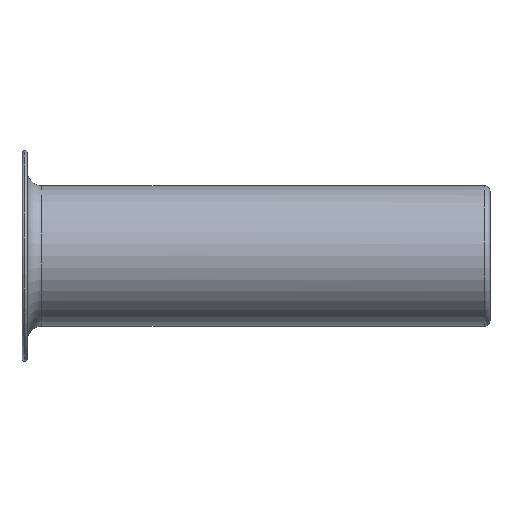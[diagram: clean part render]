
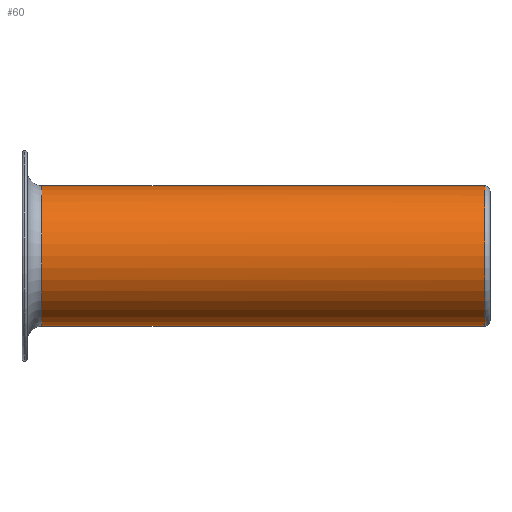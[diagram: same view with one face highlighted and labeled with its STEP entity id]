
A CAD part, top view. The second image highlights one B-rep face of the part: STEP entity #60.
In plain terms, the highlighted cylindrical face has radius 3.9 mm (diameter 7.8 mm), a partial arc.
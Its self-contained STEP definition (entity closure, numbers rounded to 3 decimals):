
#60=ADVANCED_FACE('',(#98),#99,.T.);
#98=FACE_OUTER_BOUND('',#144,.T.);
#99=CYLINDRICAL_SURFACE('',#145,3.9);
#144=EDGE_LOOP('',(#263,#264,#265,#266,#267));
#145=AXIS2_PLACEMENT_3D('',#268,#269,#270);
#263=ORIENTED_EDGE('',*,*,#363,.T.);
#264=ORIENTED_EDGE('',*,*,#364,.T.);
#265=ORIENTED_EDGE('',*,*,#361,.F.);
#266=ORIENTED_EDGE('',*,*,#342,.T.);
#267=ORIENTED_EDGE('',*,*,#365,.T.);
#268=CARTESIAN_POINT('',(27.3,0.0,0.0));
#269=DIRECTION('',(1.0,-0.0,0.0));
#270=DIRECTION('',(0.0,1.0,0.0));
#342=EDGE_CURVE('',#404,#401,#405,.T.);
#361=EDGE_CURVE('',#404,#433,#434,.T.);
#363=EDGE_CURVE('',#412,#435,#437,.T.);
#364=EDGE_CURVE('',#435,#433,#438,.T.);
#365=EDGE_CURVE('',#401,#412,#439,.T.);
#401=VERTEX_POINT('',#477);
#404=VERTEX_POINT('',#480);
#405=CIRCLE('',#481,3.9);
#412=VERTEX_POINT('',#488);
#433=VERTEX_POINT('',#511);
#434=LINE('',#512,#513);
#435=VERTEX_POINT('',#514);
#437=LINE('',#516,#517);
#438=CIRCLE('',#518,3.9);
#439=CIRCLE('',#519,3.9);
#477=CARTESIAN_POINT('',(25.7,3.9,0.05));
#480=CARTESIAN_POINT('',(25.7,-3.9,0.0));
#481=AXIS2_PLACEMENT_3D('',#584,#585,#586);
#488=CARTESIAN_POINT('',(25.7,3.9,0.0));
#511=CARTESIAN_POINT('',(1.1,-3.9,0.0));
#512=CARTESIAN_POINT('',(25.7,-3.9,0.));
#513=VECTOR('',#637,24.6);
#514=CARTESIAN_POINT('',(1.1,3.9,0.0));
#516=CARTESIAN_POINT('',(25.7,3.9,0.));
#517=VECTOR('',#641,24.6);
#518=AXIS2_PLACEMENT_3D('',#642,#643,#644);
#519=AXIS2_PLACEMENT_3D('',#645,#646,#647);
#584=CARTESIAN_POINT('',(25.7,0.0,0.0));
#585=DIRECTION('',(-1.0,0.0,0.0));
#586=DIRECTION('',(0.0,-1.0,0.0));
#637=DIRECTION('',(-1.0,0.0,0.0));
#641=DIRECTION('',(-1.0,0.0,0.0));
#642=CARTESIAN_POINT('',(1.1,0.0,0.0));
#643=DIRECTION('',(1.0,0.0,0.0));
#644=DIRECTION('',(0.0,1.0,0.0));
#645=CARTESIAN_POINT('',(25.7,0.0,0.0));
#646=DIRECTION('',(-1.0,0.0,0.0));
#647=DIRECTION('',(0.0,-1.0,0.0));
